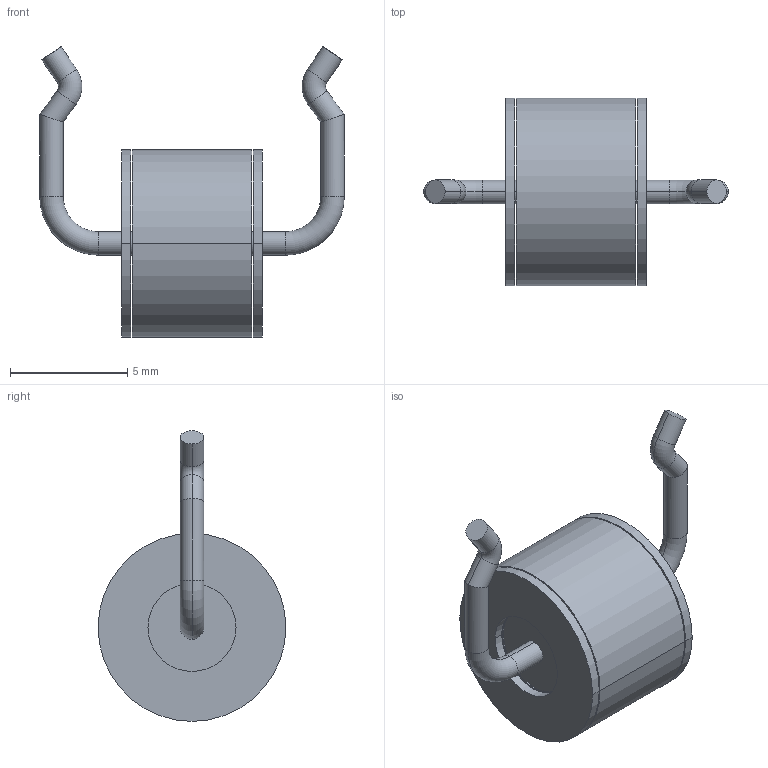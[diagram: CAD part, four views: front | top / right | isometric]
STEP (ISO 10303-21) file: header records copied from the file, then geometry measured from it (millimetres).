
FILE_DESCRIPTION((''),'2;1');
FILE_NAME('2027-XX-C10','2012-08-03T',('ryans'),('Bourns, Inc.'),'PRO/ENGINEER BY PARAMETRIC TECHNOLOGY CORPORATION, 2010100','PRO/ENGINEER BY PARAMETRIC TECHNOLOGY CORPORATION, 2010100','');
FILE_SCHEMA(('CONFIG_CONTROL_DESIGN'));
Length unit declared in the file: millimetre
Products named in the file (1): 2027-XX-C10
Bounding box: 12.97 x 8 x 12.38 mm (x, y, z)
Volume: 304.2 mm3; surface area: 486.7 mm2
Topology: 3 solids, 3 shells, 48 faces, 98 edges, 60 vertices
Faces by surface type: cylinder 30, plane 10, torus 8
Entity records: 1392 total; most frequent: CARTESIAN_POINT 298, DIRECTION 246, ORIENTED_EDGE 196, AXIS2_PLACEMENT_3D 108, EDGE_CURVE 98, VERTEX_POINT 60, CIRCLE 60, EDGE_LOOP 56
